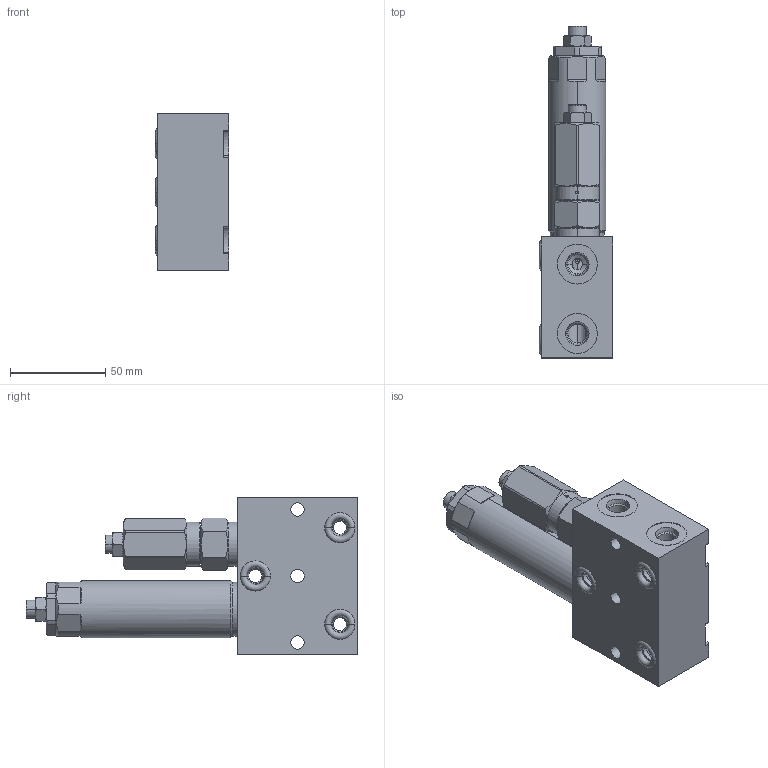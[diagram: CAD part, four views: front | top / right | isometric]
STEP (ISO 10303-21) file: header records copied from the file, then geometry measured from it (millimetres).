
FILE_DESCRIPTION((''),'2;1');
FILE_NAME('ILC70941003','2021-04-28T',('rkuestersteffen'),(''),'PRO/ENGINEER BY PARAMETRIC TECHNOLOGY CORPORATION, 2017170','PRO/ENGINEER BY PARAMETRIC TECHNOLOGY CORPORATION, 2017170','');
FILE_SCHEMA(('AUTOMOTIVE_DESIGN { 1 0 10303 214 1 1 1 1 }'));
Length unit declared in the file: inch
Products named in the file (1): ILC70941003
Bounding box: 38.45 x 174.51 x 82.55 mm (x, y, z)
Volume: 236648.7 mm3; surface area: 66180.6 mm2
Topology: 3 solids, 4 shells, 867 faces, 2233 edges, 1419 vertices
Faces by surface type: plane 338, cylinder 278, cone 164, torus 83, bspline 4
Entity records: 35873 total; most frequent: CARTESIAN_POINT 9894, DIRECTION 4716, ORIENTED_EDGE 4446, EDGE_CURVE 2223, AXIS2_PLACEMENT_3D 1871, VERTEX_POINT 1419, CIRCLE 1008, EDGE_LOOP 1002
